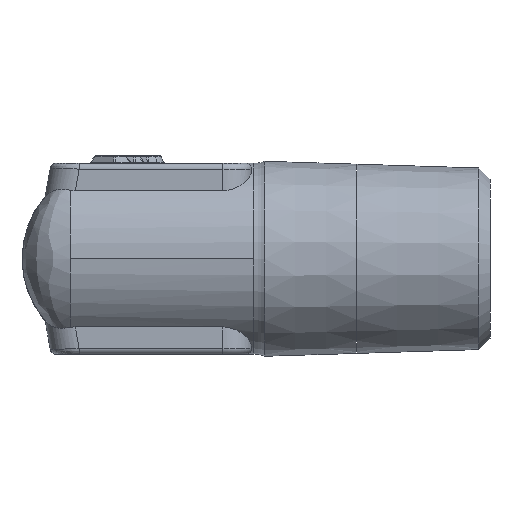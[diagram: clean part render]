
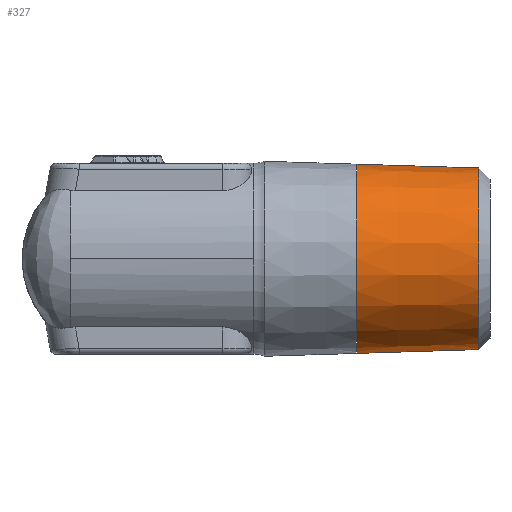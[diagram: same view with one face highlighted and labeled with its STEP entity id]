
A CAD part, left-side view. The second image highlights one B-rep face of the part: STEP entity #327.
In plain terms, the highlighted conical face has half-angle 1.79 degrees and reference radius 4.933 mm.
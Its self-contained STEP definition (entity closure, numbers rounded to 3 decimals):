
#327=ADVANCED_FACE('',(#804),#805,.T.);
#804=FACE_OUTER_BOUND('',#1635,.T.);
#805=CONICAL_SURFACE('',#1636,4.933,0.031);
#1635=EDGE_LOOP('',(#3417,#3418,#3419,#3420));
#1636=AXIS2_PLACEMENT_3D('',#3421,#3422,#3423);
#3417=ORIENTED_EDGE('',*,*,#4939,.F.);
#3418=ORIENTED_EDGE('',*,*,#4940,.F.);
#3419=ORIENTED_EDGE('',*,*,#4941,.F.);
#3420=ORIENTED_EDGE('',*,*,#4807,.T.);
#3421=CARTESIAN_POINT('',(0.0,-13.295,0.0));
#3422=DIRECTION('',(-0.0,1.0,0.0));
#3423=DIRECTION('',(0.0,0.0,-1.0));
#4807=EDGE_CURVE('',#5561,#5562,#5563,.T.);
#4939=EDGE_CURVE('',#5772,#5562,#5773,.T.);
#4940=EDGE_CURVE('',#5774,#5772,#5775,.T.);
#4941=EDGE_CURVE('',#5561,#5774,#5776,.T.);
#5561=VERTEX_POINT('',#6719);
#5562=VERTEX_POINT('',#6720);
#5563=CIRCLE('',#6721,4.958);
#5772=VERTEX_POINT('',#7486);
#5773=LINE('',#7487,#7488);
#5774=VERTEX_POINT('',#7489);
#5775=CIRCLE('',#7490,4.758);
#5776=LINE('',#7491,#7492);
#6719=CARTESIAN_POINT('',(0.,-12.505,4.958));
#6720=CARTESIAN_POINT('',(0.,-12.505,-4.958));
#6721=AXIS2_PLACEMENT_3D('',#8977,#8978,#8979);
#7486=CARTESIAN_POINT('',(0.,-18.902,-4.758));
#7487=CARTESIAN_POINT('',(0.,-13.295,-4.933));
#7488=VECTOR('',#9156,1.0);
#7489=CARTESIAN_POINT('',(0.0,-18.902,4.758));
#7490=AXIS2_PLACEMENT_3D('',#9157,#9158,#9159);
#7491=CARTESIAN_POINT('',(0.,-13.295,4.933));
#7492=VECTOR('',#9160,1.0);
#8977=CARTESIAN_POINT('',(0.0,-12.505,0.0));
#8978=DIRECTION('',(0.0,-1.0,0.0));
#8979=DIRECTION('',(0.0,0.0,-1.0));
#9156=DIRECTION('',(0.,1.,-0.031));
#9157=CARTESIAN_POINT('',(0.0,-18.902,0.0));
#9158=DIRECTION('',(0.0,-1.0,0.0));
#9159=DIRECTION('',(0.0,0.0,-1.0));
#9160=DIRECTION('',(0.,-1.,-0.031));
